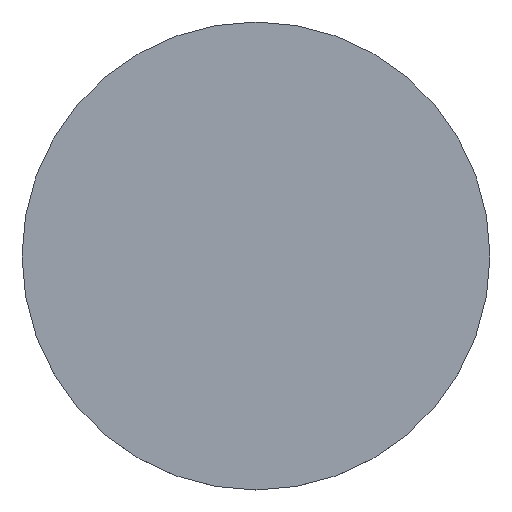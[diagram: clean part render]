
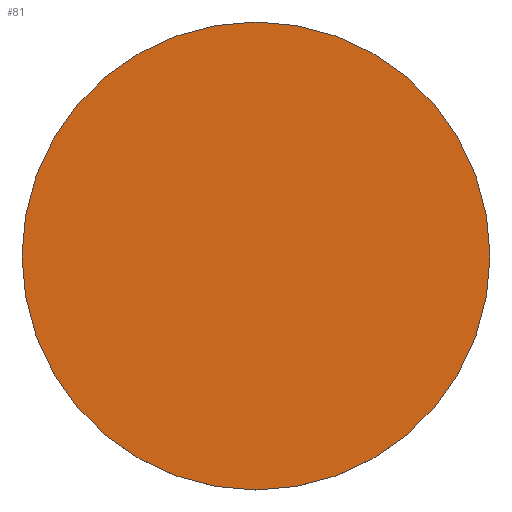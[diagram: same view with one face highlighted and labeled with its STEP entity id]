
A CAD part, top view. The second image highlights one B-rep face of the part: STEP entity #81.
In plain terms, the highlighted planar face has unit normal (0, 0, 1).
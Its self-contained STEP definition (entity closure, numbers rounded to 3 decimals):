
#4 = DIRECTION ( 'NONE',  ( 0., 0., 1. ) ) ;
#9 = EDGE_CURVE ( 'NONE', #43, #137, #94, .T. ) ;
#20 = DIRECTION ( 'NONE',  ( 0., 0., 1. ) ) ;
#24 = AXIS2_PLACEMENT_3D ( 'NONE', #33, #20, #90 ) ;
#30 = ORIENTED_EDGE ( 'NONE', *, *, #9, .T. ) ;
#31 = ORIENTED_EDGE ( 'NONE', *, *, #38, .T. ) ;
#33 = CARTESIAN_POINT ( 'NONE',  ( 0., 0., 3. ) ) ;
#38 = EDGE_CURVE ( 'NONE', #137, #43, #70, .T. ) ;
#43 = VERTEX_POINT ( 'NONE', #167 ) ;
#47 = DIRECTION ( 'NONE',  ( 1., 0., 0. ) ) ;
#49 = CARTESIAN_POINT ( 'NONE',  ( 0., 0., 3. ) ) ;
#70 = CIRCLE ( 'NONE', #24, 62.5 ) ;
#71 = DIRECTION ( 'NONE',  ( 1., 0., 0. ) ) ;
#81 = ADVANCED_FACE ( 'NONE', ( #153 ), #164, .T. ) ;
#85 = DIRECTION ( 'NONE',  ( 0., 0., 1. ) ) ;
#90 = DIRECTION ( 'NONE',  ( 1., 0., 0. ) ) ;
#94 = CIRCLE ( 'NONE', #145, 62.5 ) ;
#99 = CARTESIAN_POINT ( 'NONE',  ( 0., 0., 3. ) ) ;
#117 = CARTESIAN_POINT ( 'NONE',  ( 62.5, 0., 3. ) ) ;
#118 = AXIS2_PLACEMENT_3D ( 'NONE', #99, #85, #71 ) ;
#135 = EDGE_LOOP ( 'NONE', ( #30, #31 ) ) ;
#137 = VERTEX_POINT ( 'NONE', #117 ) ;
#145 = AXIS2_PLACEMENT_3D ( 'NONE', #49, #4, #47 ) ;
#153 = FACE_OUTER_BOUND ( 'NONE', #135, .T. ) ;
#164 = PLANE ( 'NONE',  #118 ) ;
#167 = CARTESIAN_POINT ( 'NONE',  ( -62.5, 0., 3. ) ) ;
